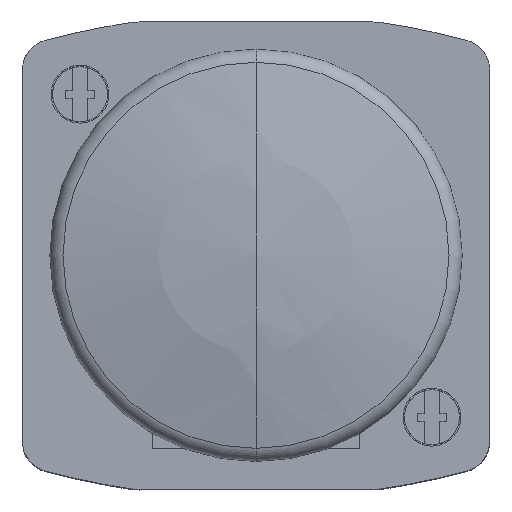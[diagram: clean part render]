
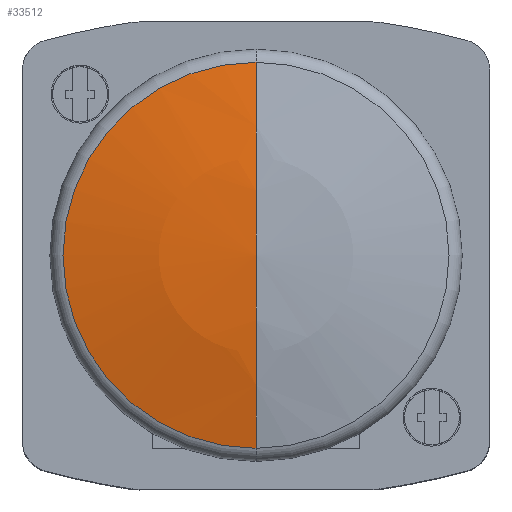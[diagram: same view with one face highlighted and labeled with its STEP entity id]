
A CAD part, top view. The second image highlights one B-rep face of the part: STEP entity #33512.
In plain terms, the highlighted spherical face has radius 120 mm.
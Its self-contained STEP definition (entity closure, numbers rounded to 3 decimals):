
#33235=CARTESIAN_POINT('',(34.,34.,83.389));
#33236=DIRECTION('',(0.,0.,-1.));
#33237=DIRECTION('',(0.,-1.,0.));
#33238=AXIS2_PLACEMENT_3D('',#33235,#33236,#33237);
#33240=CARTESIAN_POINT('',(34.,34.,
-33.278));
#33241=DIRECTION('',(1.,0.,0.));
#33242=DIRECTION('',(0.,0.,1.));
#33243=AXIS2_PLACEMENT_3D('',#33240,#33241,#33242);
#33245=CARTESIAN_POINT('',(34.,34.,
-33.278));
#33246=DIRECTION('',(-1.,0.,0.));
#33247=DIRECTION('',(0.,0.,1.));
#33248=AXIS2_PLACEMENT_3D('',#33245,#33246,#33247);
#33250=CARTESIAN_POINT('',(34.,34.,86.722));
#33251=CARTESIAN_POINT('',(34.,5.915,83.389));
#33252=VERTEX_POINT('',#33250);
#33253=VERTEX_POINT('',#33251);
#33270=CARTESIAN_POINT('',(34.,62.085,83.389));
#33271=VERTEX_POINT('',#33270);
#33500=CARTESIAN_POINT('',(34.,34.,
-33.278));
#33501=DIRECTION('',(0.,0.,-1.));
#33502=DIRECTION('',(0.,-1.,0.));
#33503=AXIS2_PLACEMENT_3D('',#33500,#33501,#33502);
#33504=SPHERICAL_SURFACE('',#33503,120.);
#33506=ORIENTED_EDGE('',*,*,#33505,.T.);
#33507=ORIENTED_EDGE('',*,*,#33495,.T.);
#33509=ORIENTED_EDGE('',*,*,#33508,.F.);
#33510=EDGE_LOOP('',(#33506,#33507,#33509));
#33511=FACE_OUTER_BOUND('',#33510,.F.);
#33239=CIRCLE('',#33238,28.085);
#33244=CIRCLE('',#33243,120.);
#33249=CIRCLE('',#33248,120.);
#33495=EDGE_CURVE('',#33253,#33271,#33239,.T.);
#33505=EDGE_CURVE('',#33252,#33253,#33244,.T.);
#33508=EDGE_CURVE('',#33252,#33271,#33249,.T.);
#33512=ADVANCED_FACE('',(#33511),#33504,.T.);
